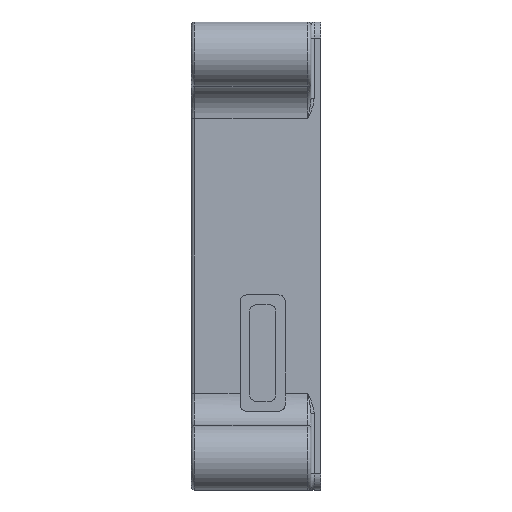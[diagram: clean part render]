
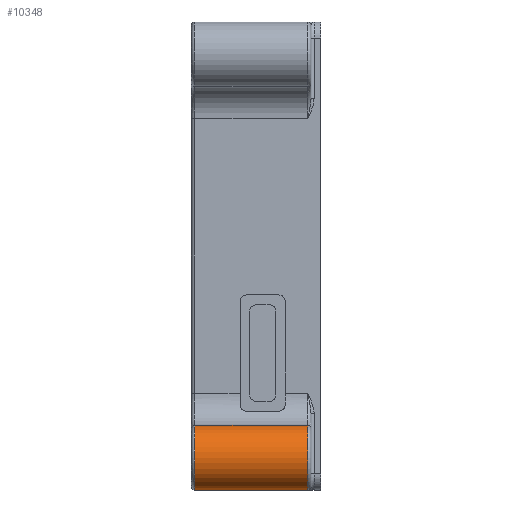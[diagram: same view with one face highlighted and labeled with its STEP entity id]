
A CAD part, front view. The second image highlights one B-rep face of the part: STEP entity #10348.
In plain terms, the highlighted cylindrical face has radius 10 mm (diameter 20 mm), a partial arc.
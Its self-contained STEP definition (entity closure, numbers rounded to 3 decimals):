
#445 = CARTESIAN_POINT ( 'NONE',  ( -28.284, -10., 20. ) ) ;
#820 = VECTOR ( 'NONE', #4482, 1000. ) ;
#1080 = VERTEX_POINT ( 'NONE', #4259 ) ;
#1583 = ORIENTED_EDGE ( 'NONE', *, *, #9123, .T. ) ;
#2500 = DIRECTION ( 'NONE',  ( -1., 0., 0. ) ) ;
#2590 = AXIS2_PLACEMENT_3D ( 'NONE', #10524, #2500, #3299 ) ;
#2919 = DIRECTION ( 'NONE',  ( 1., 0., 0. ) ) ;
#3179 = ORIENTED_EDGE ( 'NONE', *, *, #9025, .T. ) ;
#3299 = DIRECTION ( 'NONE',  ( 0., 0., 1. ) ) ;
#3585 = VECTOR ( 'NONE', #2919, 1000. ) ;
#3701 = DIRECTION ( 'NONE',  ( 0., 0., -1. ) ) ;
#3867 = CARTESIAN_POINT ( 'NONE',  ( 36., -10., 0. ) ) ;
#4116 = VERTEX_POINT ( 'NONE', #5163 ) ;
#4259 = CARTESIAN_POINT ( 'NONE',  ( 1., -10., 20. ) ) ;
#4482 = DIRECTION ( 'NONE',  ( 1., 0., 0. ) ) ;
#4796 = ORIENTED_EDGE ( 'NONE', *, *, #7851, .T. ) ;
#5163 = CARTESIAN_POINT ( 'NONE',  ( 36., -10., 20. ) ) ;
#5280 = CIRCLE ( 'NONE', #9095, 10. ) ;
#5423 = CARTESIAN_POINT ( 'NONE',  ( -28.284, -10., 10. ) ) ;
#5483 = FACE_OUTER_BOUND ( 'NONE', #5845, .T. ) ;
#5845 = EDGE_LOOP ( 'NONE', ( #6172, #4796, #3179, #1583 ) ) ;
#6172 = ORIENTED_EDGE ( 'NONE', *, *, #7415, .F. ) ;
#6711 = CIRCLE ( 'NONE', #2590, 10. ) ;
#7025 = LINE ( 'NONE', #7996, #3585 ) ;
#7065 = DIRECTION ( 'NONE',  ( 1., 0., 0. ) ) ;
#7168 = DIRECTION ( 'NONE',  ( 0., 0., -1. ) ) ;
#7415 = EDGE_CURVE ( 'NONE', #1080, #4116, #9354, .T. ) ;
#7760 = VERTEX_POINT ( 'NONE', #3867 ) ;
#7761 = AXIS2_PLACEMENT_3D ( 'NONE', #5423, #7065, #3701 ) ;
#7851 = EDGE_CURVE ( 'NONE', #1080, #7979, #5280, .T. ) ;
#7878 = CYLINDRICAL_SURFACE ( 'NONE', #7761, 10. ) ;
#7979 = VERTEX_POINT ( 'NONE', #9690 ) ;
#7996 = CARTESIAN_POINT ( 'NONE',  ( -28.284, -10., 0. ) ) ;
#9025 = EDGE_CURVE ( 'NONE', #7979, #7760, #7025, .T. ) ;
#9095 = AXIS2_PLACEMENT_3D ( 'NONE', #10292, #9335, #7168 ) ;
#9123 = EDGE_CURVE ( 'NONE', #7760, #4116, #6711, .T. ) ;
#9335 = DIRECTION ( 'NONE',  ( 1., 0., 0. ) ) ;
#9354 = LINE ( 'NONE', #445, #820 ) ;
#9690 = CARTESIAN_POINT ( 'NONE',  ( 1., -10., 0. ) ) ;
#10292 = CARTESIAN_POINT ( 'NONE',  ( 1., -10., 10. ) ) ;
#10348 = ADVANCED_FACE ( 'NONE', ( #5483 ), #7878, .T. ) ;
#10524 = CARTESIAN_POINT ( 'NONE',  ( 36., -10., 10. ) ) ;
